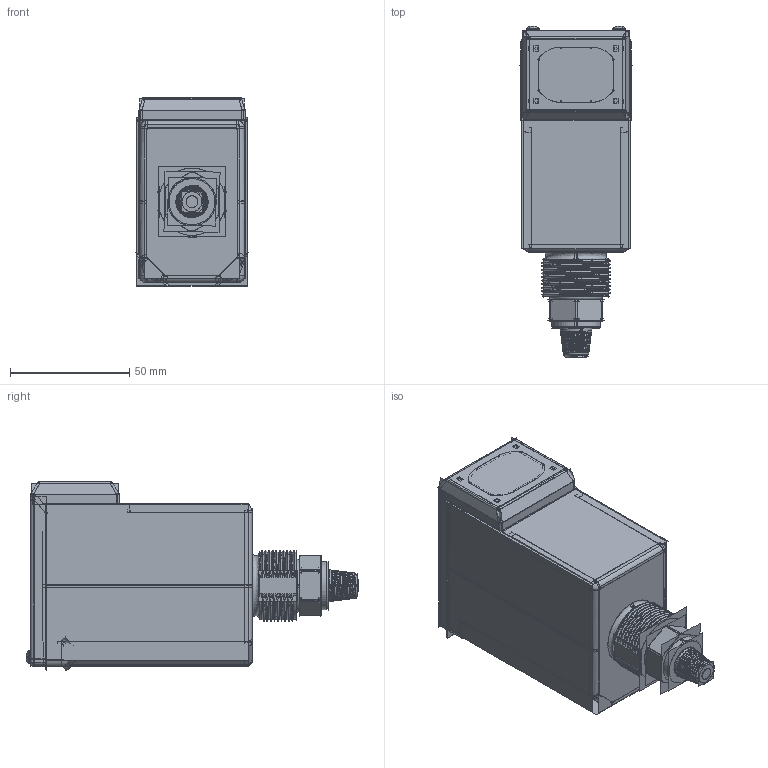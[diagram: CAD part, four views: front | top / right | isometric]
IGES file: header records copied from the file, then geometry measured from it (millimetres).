
Start section:  PTC IGES file: 243254_sp01.igs
Global section: file name: 243254_sp01.igs; native system: Creo Parametric by PTC Inc.; preprocessor: 2022414; author: banengservice; organization: Unknown; date: 20240621.123240; units: millimetre
Bounding box: 47.16 x 139.21 x 79.29 mm (x, y, z)
Volume: 301525.3 mm3; surface area: 154351.8 mm2
Topology: 1 solids, 1 shells, 1072 faces, 5448 edges, 6776 vertices
Faces by surface type: bspline 656, revolution 416
